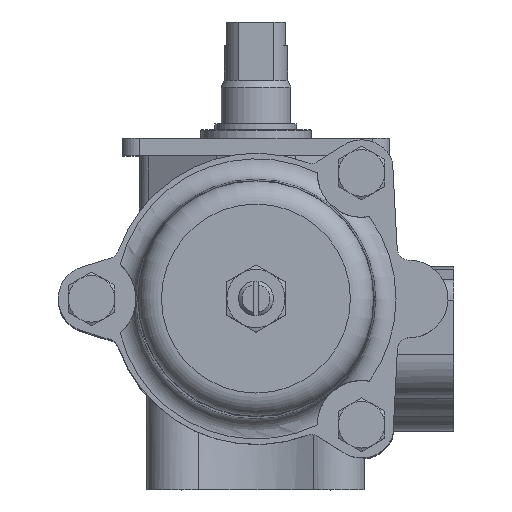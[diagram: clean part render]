
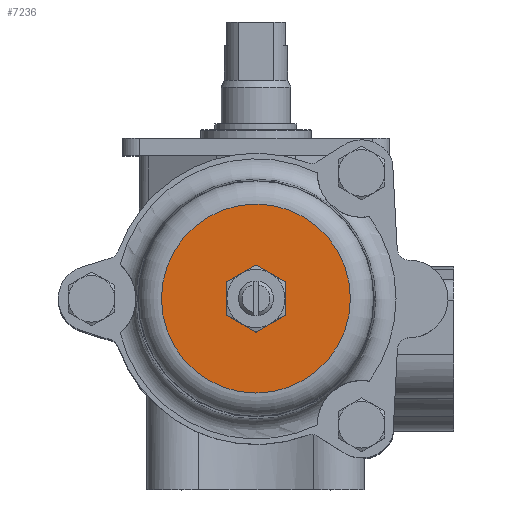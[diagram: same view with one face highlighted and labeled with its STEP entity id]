
A CAD part, top view. The second image highlights one B-rep face of the part: STEP entity #7236.
In plain terms, the highlighted face is planar.
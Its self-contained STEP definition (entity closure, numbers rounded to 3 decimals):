
#128=PLANE('',#7966);
#804=LINE('',#12390,#1268);
#805=LINE('',#12391,#1269);
#806=LINE('',#12392,#1270);
#807=LINE('',#12393,#1271);
#808=LINE('',#12394,#1272);
#809=LINE('',#12395,#1273);
#1268=VECTOR('',#9487,1000.);
#1269=VECTOR('',#9488,1000.);
#1270=VECTOR('',#9489,1000.);
#1271=VECTOR('',#9490,1000.);
#1272=VECTOR('',#9491,1000.);
#1273=VECTOR('',#9492,1000.);
#2420=ORIENTED_EDGE('',*,*,#4223,.F.);
#2421=ORIENTED_EDGE('',*,*,#3918,.F.);
#2422=ORIENTED_EDGE('',*,*,#4224,.T.);
#2423=ORIENTED_EDGE('',*,*,#3916,.F.);
#2424=ORIENTED_EDGE('',*,*,#4225,.T.);
#2425=ORIENTED_EDGE('',*,*,#3912,.F.);
#2426=ORIENTED_EDGE('',*,*,#4226,.T.);
#2427=ORIENTED_EDGE('',*,*,#3930,.F.);
#2428=ORIENTED_EDGE('',*,*,#4227,.T.);
#2429=ORIENTED_EDGE('',*,*,#3926,.F.);
#2430=ORIENTED_EDGE('',*,*,#4228,.T.);
#2431=ORIENTED_EDGE('',*,*,#3922,.F.);
#2432=ORIENTED_EDGE('',*,*,#4229,.T.);
#3912=EDGE_CURVE('',#4915,#4913,#5492,.F.);
#3916=EDGE_CURVE('',#4919,#4917,#5494,.F.);
#3918=EDGE_CURVE('',#4920,#4922,#5495,.F.);
#3922=EDGE_CURVE('',#4924,#4926,#5497,.F.);
#3926=EDGE_CURVE('',#4928,#4930,#5499,.F.);
#3930=EDGE_CURVE('',#4932,#4934,#5501,.F.);
#4223=EDGE_CURVE('',#5118,#5118,#5623,.T.);
#4224=EDGE_CURVE('',#4920,#4917,#804,.T.);
#4225=EDGE_CURVE('',#4919,#4913,#805,.T.);
#4226=EDGE_CURVE('',#4915,#4934,#806,.T.);
#4227=EDGE_CURVE('',#4932,#4930,#807,.T.);
#4228=EDGE_CURVE('',#4928,#4926,#808,.T.);
#4229=EDGE_CURVE('',#4924,#4922,#809,.T.);
#4913=VERTEX_POINT('',#11422);
#4915=VERTEX_POINT('',#11429);
#4917=VERTEX_POINT('',#11437);
#4919=VERTEX_POINT('',#11444);
#4920=VERTEX_POINT('',#11451);
#4922=VERTEX_POINT('',#11454);
#4924=VERTEX_POINT('',#11466);
#4926=VERTEX_POINT('',#11469);
#4928=VERTEX_POINT('',#11481);
#4930=VERTEX_POINT('',#11484);
#4932=VERTEX_POINT('',#11496);
#4934=VERTEX_POINT('',#11499);
#5118=VERTEX_POINT('',#12389);
#5492=CIRCLE('',#7711,5.373);
#5494=CIRCLE('',#7714,5.373);
#5495=CIRCLE('',#7716,5.373);
#5497=CIRCLE('',#7719,5.373);
#5499=CIRCLE('',#7722,5.373);
#5501=CIRCLE('',#7725,5.373);
#5623=CIRCLE('',#7967,16.24);
#6004=EDGE_LOOP('',(#2420));
#6005=EDGE_LOOP('',(#2421,#2422,#2423,#2424,#2425,#2426,#2427,#2428,#2429,
#2430,#2431,#2432));
#6573=FACE_BOUND('',#6004,.T.);
#6574=FACE_BOUND('',#6005,.T.);
#7236=ADVANCED_FACE('',(#6573,#6574),#128,.F.);
#7711=AXIS2_PLACEMENT_3D('',#11430,#8859,#8860);
#7714=AXIS2_PLACEMENT_3D('',#11445,#8865,#8866);
#7716=AXIS2_PLACEMENT_3D('',#11453,#8869,#8870);
#7719=AXIS2_PLACEMENT_3D('',#11468,#8875,#8876);
#7722=AXIS2_PLACEMENT_3D('',#11483,#8881,#8882);
#7725=AXIS2_PLACEMENT_3D('',#11498,#8887,#8888);
#7966=AXIS2_PLACEMENT_3D('',#12387,#9483,#9484);
#7967=AXIS2_PLACEMENT_3D('',#12388,#9485,#9486);
#8859=DIRECTION('',(1.,0.,0.));
#8860=DIRECTION('',(0.,0.,-1.));
#8865=DIRECTION('',(1.,0.,0.));
#8866=DIRECTION('',(0.,0.,-1.));
#8869=DIRECTION('',(1.,0.,0.));
#8870=DIRECTION('',(0.,0.,-1.));
#8875=DIRECTION('',(1.,0.,0.));
#8876=DIRECTION('',(0.,0.,-1.));
#8881=DIRECTION('',(1.,0.,0.));
#8882=DIRECTION('',(0.,0.,-1.));
#8887=DIRECTION('',(1.,0.,0.));
#8888=DIRECTION('',(0.,0.,-1.));
#9483=DIRECTION('',(1.,0.,0.));
#9484=DIRECTION('',(0.,0.,-1.));
#9485=DIRECTION('',(1.,0.,0.));
#9486=DIRECTION('',(0.,0.,-1.));
#9487=DIRECTION('',(0.,0.5,0.866));
#9488=DIRECTION('',(0.,-0.5,0.866));
#9489=DIRECTION('',(0.,-1.,0.));
#9490=DIRECTION('',(0.,-0.5,-0.866));
#9491=DIRECTION('',(0.,0.5,-0.866));
#9492=DIRECTION('',(0.,1.,0.));
#11422=CARTESIAN_POINT('',(-97.1,3.346,4.204));
#11429=CARTESIAN_POINT('',(-97.1,1.968,5.));
#11430=CARTESIAN_POINT('',(-97.1,0.,0.));
#11437=CARTESIAN_POINT('',(-97.1,5.314,-0.796));
#11444=CARTESIAN_POINT('',(-97.1,5.314,0.796));
#11445=CARTESIAN_POINT('',(-97.1,0.,0.));
#11451=CARTESIAN_POINT('',(-97.1,3.346,-4.204));
#11453=CARTESIAN_POINT('',(-97.1,0.,0.));
#11454=CARTESIAN_POINT('',(-97.1,1.968,-5.));
#11466=CARTESIAN_POINT('',(-97.1,-1.968,-5.));
#11468=CARTESIAN_POINT('',(-97.1,0.,0.));
#11469=CARTESIAN_POINT('',(-97.1,-3.346,-4.204));
#11481=CARTESIAN_POINT('',(-97.1,-5.314,-0.796));
#11483=CARTESIAN_POINT('',(-97.1,0.,0.));
#11484=CARTESIAN_POINT('',(-97.1,-5.314,0.796));
#11496=CARTESIAN_POINT('',(-97.1,-3.346,4.204));
#11498=CARTESIAN_POINT('',(-97.1,0.,0.));
#11499=CARTESIAN_POINT('',(-97.1,-1.968,5.));
#12387=CARTESIAN_POINT('',(-97.1,0.,0.));
#12388=CARTESIAN_POINT('',(-97.1,0.,0.));
#12389=CARTESIAN_POINT('',(-97.1,0.,-16.24));
#12390=CARTESIAN_POINT('',(-97.1,2.887,-5.));
#12391=CARTESIAN_POINT('',(-97.1,5.774,0.));
#12392=CARTESIAN_POINT('',(-97.1,2.887,5.));
#12393=CARTESIAN_POINT('',(-97.1,-2.887,5.));
#12394=CARTESIAN_POINT('',(-97.1,-5.774,0.));
#12395=CARTESIAN_POINT('',(-97.1,-2.887,-5.));
